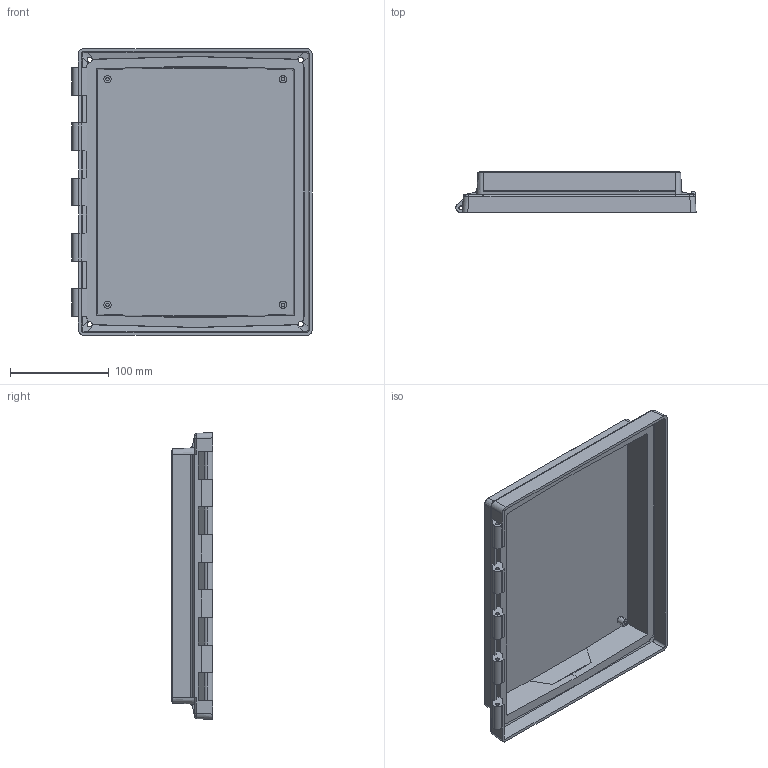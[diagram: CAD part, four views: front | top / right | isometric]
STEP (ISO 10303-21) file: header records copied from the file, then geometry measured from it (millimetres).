
FILE_DESCRIPTION (( 'STEP AP214' ), '1' );
FILE_NAME ('10x8_hinge_cover.STEP', '2010-02-10T13:07:01', ( 'KennethW' ), ( 'FIBOX' ), 'SwSTEP 2.0', 'SolidWorks 2009', '' );
FILE_SCHEMA (( 'AUTOMOTIVE_DESIGN' ));
Length unit declared in the file: millimetre
Products named in the file (1): 10x8_hinge_cover
Bounding box: 243.38 x 42 x 290.84 mm (x, y, z)
Volume: 411665.8 mm3; surface area: 217748.5 mm2
Topology: 1 solids, 1 shells, 255 faces, 730 edges, 480 vertices
Faces by surface type: plane 135, cylinder 104, bspline 12, cone 4
Entity records: 9584 total; most frequent: CARTESIAN_POINT 3011, ORIENTED_EDGE 1460, DIRECTION 1190, EDGE_CURVE 730, VERTEX_POINT 480, VECTOR 442, LINE 442, AXIS2_PLACEMENT_3D 374
